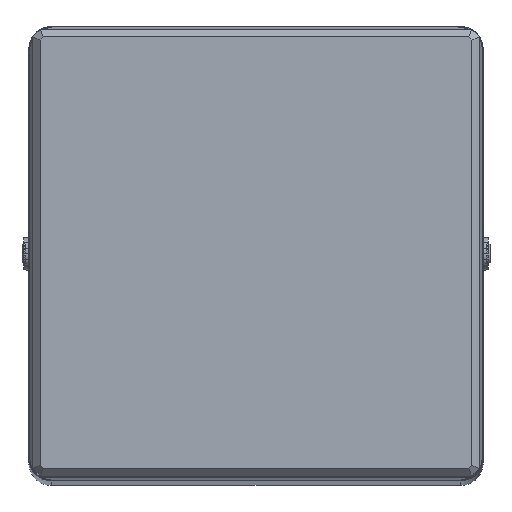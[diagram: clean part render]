
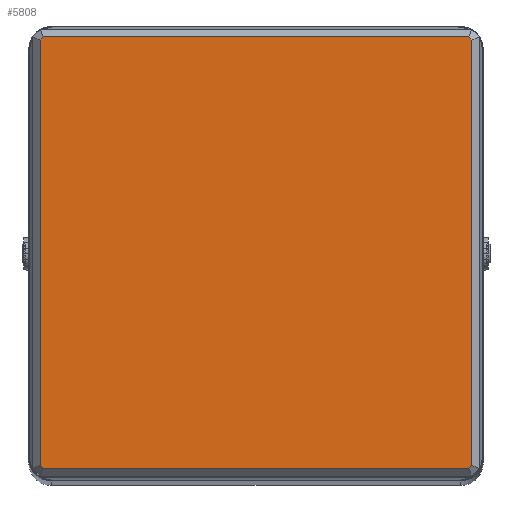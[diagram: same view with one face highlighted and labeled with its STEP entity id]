
A CAD part, top view. The second image highlights one B-rep face of the part: STEP entity #5808.
In plain terms, the highlighted planar face has unit normal (0, 0, 1).
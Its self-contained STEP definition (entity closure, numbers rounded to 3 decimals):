
#249 = FACE_OUTER_BOUND ( 'NONE', #1277, .T. ) ;
#345 = CARTESIAN_POINT ( 'NONE',  ( 1., 119., 152. ) ) ;
#355 = PLANE ( 'NONE',  #10203 ) ;
#359 = DIRECTION ( 'NONE',  ( 0., 0., -1. ) ) ;
#360 = DIRECTION ( 'NONE',  ( 0., 1., 0. ) ) ;
#1277 = EDGE_LOOP ( 'NONE', ( #6884, #6883, #6886, #6909, #6904, #6905, #6906, #6907 ) ) ;
#1443 = VERTEX_POINT ( 'NONE', #8544 ) ;
#1472 = VERTEX_POINT ( 'NONE', #8528 ) ;
#1533 = VERTEX_POINT ( 'NONE', #8507 ) ;
#1616 = VERTEX_POINT ( 'NONE', #8480 ) ;
#4235 = CARTESIAN_POINT ( 'NONE',  ( 117., 119., 152. ) ) ;
#4236 = DIRECTION ( 'NONE',  ( 0., 1., 0. ) ) ;
#5226 = LINE ( 'NONE', #5640, #5375 ) ;
#5229 = LINE ( 'NONE', #5642, #5302 ) ;
#5274 = LINE ( 'NONE', #5653, #5449 ) ;
#5281 = LINE ( 'NONE', #5698, #5437 ) ;
#5290 = LINE ( 'NONE', #5644, #5365 ) ;
#5302 = VECTOR ( 'NONE', #5647, 1000. ) ;
#5351 = LINE ( 'NONE', #4235, #5352 ) ;
#5352 = VECTOR ( 'NONE', #4236, 1000. ) ;
#5363 = LINE ( 'NONE', #5691, #5441 ) ;
#5365 = VECTOR ( 'NONE', #5651, 1000. ) ;
#5375 = VECTOR ( 'NONE', #5643, 1000. ) ;
#5435 = LINE ( 'NONE', #5696, #5436 ) ;
#5436 = VECTOR ( 'NONE', #5697, 1000. ) ;
#5437 = VECTOR ( 'NONE', #5699, 1000. ) ;
#5441 = VECTOR ( 'NONE', #5692, 1000. ) ;
#5449 = VECTOR ( 'NONE', #5671, 1000. ) ;
#5547 = CARTESIAN_POINT ( 'NONE',  ( 117., 3.828, 152. ) ) ;
#5557 = CARTESIAN_POINT ( 'NONE',  ( 116.172, 3., 152. ) ) ;
#5566 = CARTESIAN_POINT ( 'NONE',  ( 116.172, 117., 152. ) ) ;
#5571 = CARTESIAN_POINT ( 'NONE',  ( 3., 3.828, 152. ) ) ;
#5640 = CARTESIAN_POINT ( 'NONE',  ( 57.586, 175.586, 152. ) ) ;
#5642 = CARTESIAN_POINT ( 'NONE',  ( 1., 3., 152. ) ) ;
#5643 = DIRECTION ( 'NONE',  ( -0.707, 0.707, 0. ) ) ;
#5644 = CARTESIAN_POINT ( 'NONE',  ( 1., 117., 152. ) ) ;
#5647 = DIRECTION ( 'NONE',  ( 1., 0., 0. ) ) ;
#5651 = DIRECTION ( 'NONE',  ( -1., 0., 0. ) ) ;
#5653 = CARTESIAN_POINT ( 'NONE',  ( 116.586, 3.414, 152. ) ) ;
#5671 = DIRECTION ( 'NONE',  ( 0.707, 0.707, 0. ) ) ;
#5691 = CARTESIAN_POINT ( 'NONE',  ( -55.586, 62.414, 152. ) ) ;
#5692 = DIRECTION ( 'NONE',  ( 0.707, -0.707, 0. ) ) ;
#5696 = CARTESIAN_POINT ( 'NONE',  ( 3.414, 116.586, 152. ) ) ;
#5697 = DIRECTION ( 'NONE',  ( -0.707, -0.707, 0. ) ) ;
#5698 = CARTESIAN_POINT ( 'NONE',  ( 3., 119., 152. ) ) ;
#5699 = DIRECTION ( 'NONE',  ( 0., -1., 0. ) ) ;
#5808 = ADVANCED_FACE ( 'NONE', ( #249 ), #355, .F. ) ;
#6615 = VERTEX_POINT ( 'NONE', #5547 ) ;
#6626 = VERTEX_POINT ( 'NONE', #5557 ) ;
#6635 = VERTEX_POINT ( 'NONE', #5566 ) ;
#6640 = VERTEX_POINT ( 'NONE', #5571 ) ;
#6883 = ORIENTED_EDGE ( 'NONE', *, *, #9954, .T. ) ;
#6884 = ORIENTED_EDGE ( 'NONE', *, *, #9942, .T. ) ;
#6886 = ORIENTED_EDGE ( 'NONE', *, *, #9955, .T. ) ;
#6904 = ORIENTED_EDGE ( 'NONE', *, *, #9940, .T. ) ;
#6905 = ORIENTED_EDGE ( 'NONE', *, *, #9944, .T. ) ;
#6906 = ORIENTED_EDGE ( 'NONE', *, *, #10525, .T. ) ;
#6907 = ORIENTED_EDGE ( 'NONE', *, *, #9938, .T. ) ;
#6909 = ORIENTED_EDGE ( 'NONE', *, *, #9951, .T. ) ;
#8480 = CARTESIAN_POINT ( 'NONE',  ( 117., 116.172, 152. ) ) ;
#8507 = CARTESIAN_POINT ( 'NONE',  ( 3., 116.172, 152. ) ) ;
#8528 = CARTESIAN_POINT ( 'NONE',  ( 3.828, 117., 152. ) ) ;
#8544 = CARTESIAN_POINT ( 'NONE',  ( 3.828, 3., 152. ) ) ;
#9938 = EDGE_CURVE ( 'NONE', #1616, #6635, #5226, .T. ) ;
#9940 = EDGE_CURVE ( 'NONE', #1443, #6626, #5229, .T. ) ;
#9942 = EDGE_CURVE ( 'NONE', #6635, #1472, #5290, .T. ) ;
#9944 = EDGE_CURVE ( 'NONE', #6626, #6615, #5274, .T. ) ;
#9951 = EDGE_CURVE ( 'NONE', #6640, #1443, #5363, .T. ) ;
#9954 = EDGE_CURVE ( 'NONE', #1472, #1533, #5435, .T. ) ;
#9955 = EDGE_CURVE ( 'NONE', #1533, #6640, #5281, .T. ) ;
#10203 = AXIS2_PLACEMENT_3D ( 'NONE', #345, #359, #360 ) ;
#10525 = EDGE_CURVE ( 'NONE', #6615, #1616, #5351, .T. ) ;
